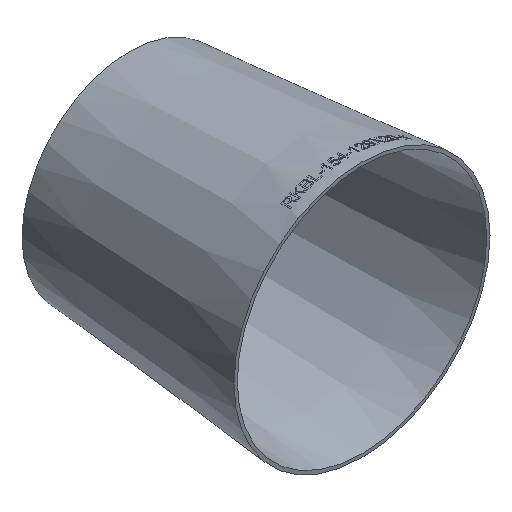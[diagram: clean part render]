
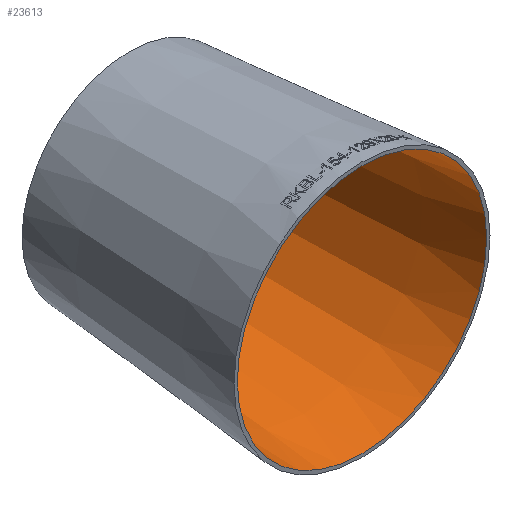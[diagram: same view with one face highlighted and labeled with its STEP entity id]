
A CAD part, isometric view. The second image highlights one B-rep face of the part: STEP entity #23613.
In plain terms, the highlighted conical face has half-angle 5.102 degrees and reference radius 74.992 mm.
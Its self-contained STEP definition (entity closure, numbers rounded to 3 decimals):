
#330 = VERTEX_POINT ( 'NONE', #10335 ) ;
#1788 = DIRECTION ( 'NONE',  ( 0., 0., -1. ) ) ;
#2301 = DIRECTION ( 'NONE',  ( 0., -1., 0. ) ) ;
#2834 = DIRECTION ( 'NONE',  ( 0., 0., -1. ) ) ;
#3158 = CIRCLE ( 'NONE', #17865, 74.992 ) ;
#4743 = CIRCLE ( 'NONE', #25301, 62.492 ) ;
#4970 = CARTESIAN_POINT ( 'NONE',  ( 0., 140., -62.492 ) ) ;
#5632 = DIRECTION ( 'NONE',  ( 0., -1., 0. ) ) ;
#6261 = DIRECTION ( 'NONE',  ( 0., -1., 0. ) ) ;
#6364 = ORIENTED_EDGE ( 'NONE', *, *, #24137, .T. ) ;
#8038 = EDGE_CURVE ( 'NONE', #20601, #20601, #4743, .T. ) ;
#8215 = CARTESIAN_POINT ( 'NONE',  ( 0., 140., 0. ) ) ;
#8635 = CONICAL_SURFACE ( 'NONE', #23318, 74.992, 0.089 ) ;
#9425 = CARTESIAN_POINT ( 'NONE',  ( 0., 0., 0. ) ) ;
#10335 = CARTESIAN_POINT ( 'NONE',  ( 0., 0., -74.992 ) ) ;
#14779 = FACE_BOUND ( 'NONE', #24765, .T. ) ;
#15808 = EDGE_LOOP ( 'NONE', ( #6364 ) ) ;
#17865 = AXIS2_PLACEMENT_3D ( 'NONE', #9425, #5632, #1788 ) ;
#20601 = VERTEX_POINT ( 'NONE', #4970 ) ;
#20848 = FACE_OUTER_BOUND ( 'NONE', #15808, .T. ) ;
#22870 = ORIENTED_EDGE ( 'NONE', *, *, #8038, .F. ) ;
#23318 = AXIS2_PLACEMENT_3D ( 'NONE', #24383, #2301, #2834 ) ;
#23613 = ADVANCED_FACE ( 'NONE', ( #14779, #20848 ), #8635, .F. ) ;
#24137 = EDGE_CURVE ( 'NONE', #330, #330, #3158, .T. ) ;
#24383 = CARTESIAN_POINT ( 'NONE',  ( 0., 0., 0. ) ) ;
#24765 = EDGE_LOOP ( 'NONE', ( #22870 ) ) ;
#25301 = AXIS2_PLACEMENT_3D ( 'NONE', #8215, #6261, #25621 ) ;
#25621 = DIRECTION ( 'NONE',  ( 0., 0., -1. ) ) ;
